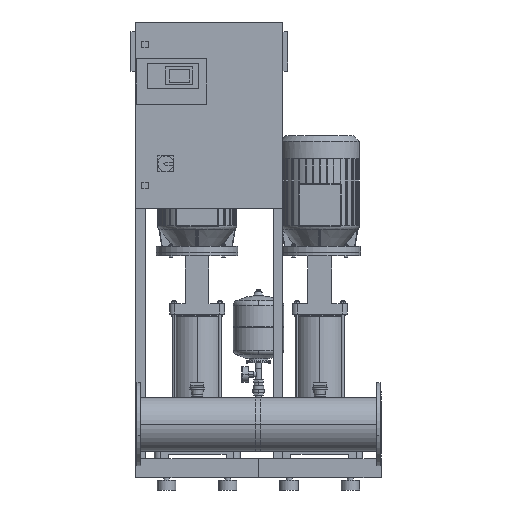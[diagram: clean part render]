
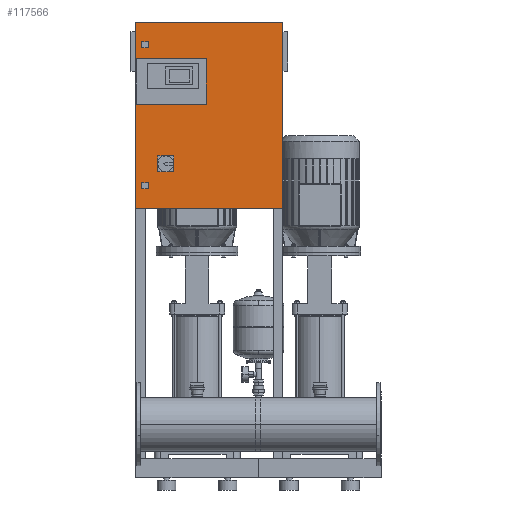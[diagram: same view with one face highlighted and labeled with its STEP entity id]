
A CAD part, front view. The second image highlights one B-rep face of the part: STEP entity #117566.
In plain terms, the highlighted planar face has unit normal (0, -1, 0).
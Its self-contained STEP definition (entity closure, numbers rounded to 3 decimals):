
#116421=CARTESIAN_POINT('',(50.,-540.,1828.0));
#116422=VERTEX_POINT('',#116421);
#116429=CARTESIAN_POINT('',(25.,-540.,1828.0));
#116430=VERTEX_POINT('',#116429);
#116431=CARTESIAN_POINT('',(25.,-540.,1828.0));
#116432=DIRECTION('',(1.0,0.0,0.0));
#116433=VECTOR('',#116432,25.0);
#116434=LINE('',#116431,#116433);
#116435=EDGE_CURVE('',#116430,#116422,#116434,.T.);
#116453=CARTESIAN_POINT('',(25.0,-540.,1803.0));
#116454=VERTEX_POINT('',#116453);
#116455=CARTESIAN_POINT('',(25.0,-540.,1803.0));
#116456=DIRECTION('',(0.0,0.0,1.0));
#116457=VECTOR('',#116456,25.0);
#116458=LINE('',#116455,#116457);
#116459=EDGE_CURVE('',#116454,#116430,#116458,.T.);
#116477=CARTESIAN_POINT('',(50.,-540.,1803.0));
#116478=VERTEX_POINT('',#116477);
#116479=CARTESIAN_POINT('',(50.,-540.,1803.0));
#116480=DIRECTION('',(-1.0,0.0,0.0));
#116481=VECTOR('',#116480,25.);
#116482=LINE('',#116479,#116481);
#116483=EDGE_CURVE('',#116478,#116454,#116482,.T.);
#116501=CARTESIAN_POINT('',(50.,-540.,1828.0));
#116502=DIRECTION('',(0.0,0.0,-1.0));
#116503=VECTOR('',#116502,25.0);
#116504=LINE('',#116501,#116503);
#116505=EDGE_CURVE('',#116422,#116478,#116504,.T.);
#116526=CARTESIAN_POINT('',(50.,-540.,1228.0));
#116527=VERTEX_POINT('',#116526);
#116534=CARTESIAN_POINT('',(50.,-540.,1253.0));
#116535=VERTEX_POINT('',#116534);
#116536=CARTESIAN_POINT('',(50.,-540.,1253.0));
#116537=DIRECTION('',(0.0,0.0,-1.0));
#116538=VECTOR('',#116537,25.0);
#116539=LINE('',#116536,#116538);
#116540=EDGE_CURVE('',#116535,#116527,#116539,.T.);
#116564=CARTESIAN_POINT('',(25.,-540.,1228.0));
#116565=VERTEX_POINT('',#116564);
#116572=CARTESIAN_POINT('',(50.,-540.,1228.0));
#116573=DIRECTION('',(-1.0,0.0,0.0));
#116574=VECTOR('',#116573,25.);
#116575=LINE('',#116572,#116574);
#116576=EDGE_CURVE('',#116527,#116565,#116575,.T.);
#116595=CARTESIAN_POINT('',(25.,-540.,1253.0));
#116596=VERTEX_POINT('',#116595);
#116603=CARTESIAN_POINT('',(25.,-540.,1228.0));
#116604=DIRECTION('',(0.0,0.0,1.0));
#116605=VECTOR('',#116604,25.0);
#116606=LINE('',#116603,#116605);
#116607=EDGE_CURVE('',#116565,#116596,#116606,.T.);
#116625=CARTESIAN_POINT('',(25.,-540.,1253.0));
#116626=DIRECTION('',(1.0,0.0,0.0));
#116627=VECTOR('',#116626,25.);
#116628=LINE('',#116625,#116627);
#116629=EDGE_CURVE('',#116596,#116535,#116628,.T.);
#117098=CARTESIAN_POINT('',(2.0,-540.,1758.0));
#117099=VERTEX_POINT('',#117098);
#117106=CARTESIAN_POINT('',(2.0,-540.,1573.0));
#117107=VERTEX_POINT('',#117106);
#117108=CARTESIAN_POINT('',(2.0,-540.,1573.0));
#117109=DIRECTION('',(0.0,0.0,1.0));
#117110=VECTOR('',#117109,185.0);
#117111=LINE('',#117108,#117110);
#117112=EDGE_CURVE('',#117107,#117099,#117111,.T.);
#117137=CARTESIAN_POINT('',(288.,-540.,1573.0));
#117138=VERTEX_POINT('',#117137);
#117139=CARTESIAN_POINT('',(288.,-540.,1573.0));
#117140=DIRECTION('',(-1.0,0.0,0.0));
#117141=VECTOR('',#117140,286.);
#117142=LINE('',#117139,#117141);
#117143=EDGE_CURVE('',#117138,#117107,#117142,.T.);
#117168=CARTESIAN_POINT('',(288.0,-540.,1758.0));
#117169=VERTEX_POINT('',#117168);
#117170=CARTESIAN_POINT('',(288.0,-540.,1758.0));
#117171=DIRECTION('',(0.0,0.0,-1.0));
#117172=VECTOR('',#117171,185.0);
#117173=LINE('',#117170,#117172);
#117174=EDGE_CURVE('',#117169,#117138,#117173,.T.);
#117197=CARTESIAN_POINT('',(2.0,-540.,1758.0));
#117198=DIRECTION('',(1.0,0.0,0.0));
#117199=VECTOR('',#117198,286.0);
#117200=LINE('',#117197,#117199);
#117201=EDGE_CURVE('',#117099,#117169,#117200,.T.);
#117509=CARTESIAN_POINT('',(300.,-540.,1528.0));
#117510=DIRECTION('',(0.0,-1.0,0.0));
#117511=DIRECTION('',(1.0,0.0,0.0));
#117512=AXIS2_PLACEMENT_3D('',#117509,#117510,#117511);
#117513=PLANE('',#117512);
#117514=CARTESIAN_POINT('',(0.,-540.0,1148.0));
#117515=VERTEX_POINT('',#117514);
#117516=CARTESIAN_POINT('',(0.,-540.0,1908.0));
#117517=VERTEX_POINT('',#117516);
#117518=CARTESIAN_POINT('',(0.,-540.0,1148.0));
#117519=DIRECTION('',(0.0,0.0,1.0));
#117520=VECTOR('',#117519,760.0);
#117521=LINE('',#117518,#117520);
#117522=EDGE_CURVE('',#117515,#117517,#117521,.T.);
#117523=ORIENTED_EDGE('',*,*,#117522,.F.);
#117524=CARTESIAN_POINT('',(600.0,-540.0,1148.0));
#117525=VERTEX_POINT('',#117524);
#117526=CARTESIAN_POINT('',(600.0,-540.0,1148.0));
#117527=DIRECTION('',(-1.0,0.0,0.0));
#117528=VECTOR('',#117527,600.);
#117529=LINE('',#117526,#117528);
#117530=EDGE_CURVE('',#117525,#117515,#117529,.T.);
#117531=ORIENTED_EDGE('',*,*,#117530,.F.);
#117532=CARTESIAN_POINT('',(600.0,-540.0,1908.0));
#117533=VERTEX_POINT('',#117532);
#117534=CARTESIAN_POINT('',(600.0,-540.0,1908.0));
#117535=DIRECTION('',(0.0,0.0,-1.0));
#117536=VECTOR('',#117535,760.0);
#117537=LINE('',#117534,#117536);
#117538=EDGE_CURVE('',#117533,#117525,#117537,.T.);
#117539=ORIENTED_EDGE('',*,*,#117538,.F.);
#117540=CARTESIAN_POINT('',(0.,-540.0,1908.0));
#117541=DIRECTION('',(1.0,0.0,0.0));
#117542=VECTOR('',#117541,600.0);
#117543=LINE('',#117540,#117542);
#117544=EDGE_CURVE('',#117517,#117533,#117543,.T.);
#117545=ORIENTED_EDGE('',*,*,#117544,.F.);
#117546=EDGE_LOOP('',(#117523,#117531,#117539,#117545));
#117547=FACE_OUTER_BOUND('',#117546,.T.);
#117548=ORIENTED_EDGE('',*,*,#116435,.T.);
#117549=ORIENTED_EDGE('',*,*,#116505,.T.);
#117550=ORIENTED_EDGE('',*,*,#116483,.T.);
#117551=ORIENTED_EDGE('',*,*,#116459,.T.);
#117552=EDGE_LOOP('',(#117548,#117549,#117550,#117551));
#117553=FACE_BOUND('',#117552,.T.);
#117554=ORIENTED_EDGE('',*,*,#116540,.T.);
#117555=ORIENTED_EDGE('',*,*,#116576,.T.);
#117556=ORIENTED_EDGE('',*,*,#116607,.T.);
#117557=ORIENTED_EDGE('',*,*,#116629,.T.);
#117558=EDGE_LOOP('',(#117554,#117555,#117556,#117557));
#117559=FACE_BOUND('',#117558,.T.);
#117560=ORIENTED_EDGE('',*,*,#117112,.T.);
#117561=ORIENTED_EDGE('',*,*,#117201,.T.);
#117562=ORIENTED_EDGE('',*,*,#117174,.T.);
#117563=ORIENTED_EDGE('',*,*,#117143,.T.);
#117564=EDGE_LOOP('',(#117560,#117561,#117562,#117563));
#117565=FACE_BOUND('',#117564,.T.);
#117566=ADVANCED_FACE('',(#117547,#117553,#117559,#117565),#117513,.T.);
